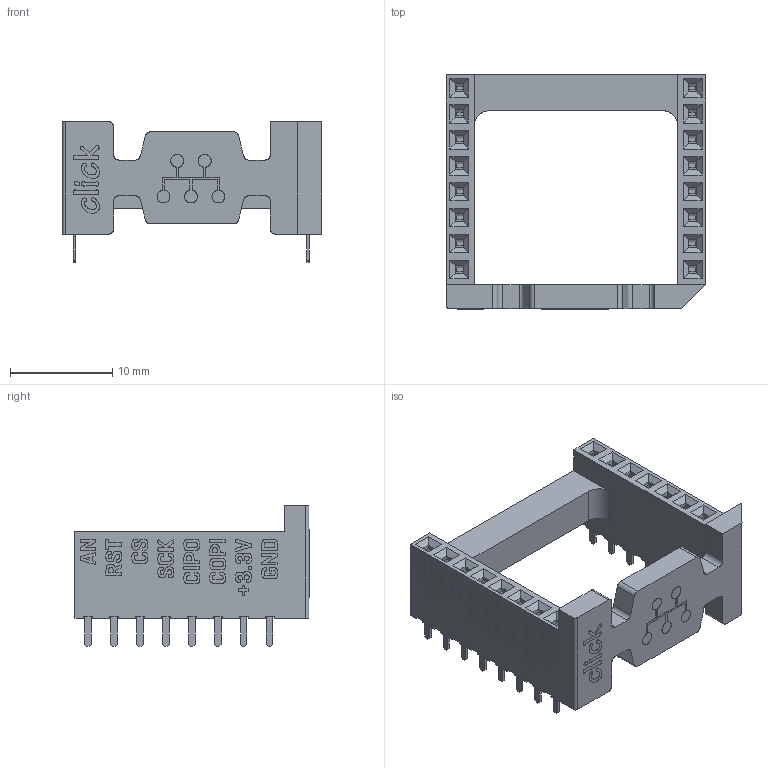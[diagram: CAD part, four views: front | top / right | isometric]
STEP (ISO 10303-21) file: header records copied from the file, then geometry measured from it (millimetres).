
FILE_DESCRIPTION(('Open CASCADE Model'),'2;1');
FILE_NAME('Open CASCADE Shape Model','2023-11-09T10:00:37',('Author'),( 'Open CASCADE'),'Open CASCADE STEP processor 6.8','Open CASCADE 6.8' ,'Unknown');
FILE_SCHEMA(('AUTOMOTIVE_DESIGN { 1 0 10303 214 1 1 1 1 }'));
Length unit declared in the file: millimetre
Products named in the file (979): PCB; Free-Models; mikroBUS-TH_rev02; mikroBUS-TH(2); MIKROBUS_; mikroBUS_TH_Black; Part1; Part1-1; Part1-2; Part1-3; Part1-4; Part1-5; Part1-6; Part1-7; Part1-8; Part1-9; Part1-10; Part1-11; Part1-12; Part1-13; Part1-14; Part1-15; Part1-16; Part1-17; Part15; PCB-1; MIKROBUS_-1; MikrobusSocketBlack; housing_smt(1)okrenuti_natpisi_11_07_2017_sa_crnom_ivicom-892; housing_smt(1)okrenuti_natpisi_11_07_2017_sa_crnom_ivicom-891; housing_smt(1)okrenuti_natpisi_11_07_2017_sa_crnom_ivicom-890; housing_smt(1)okrenuti_natpisi_11_07_2017_sa_crnom_ivicom-889; housing_smt(1)okrenuti_natpisi_11_07_2017_sa_crnom_ivicom-888; housing_smt(1)okrenuti_natpisi_11_07_2017_sa_crnom_ivicom-887; housing_smt(1)okrenuti_natpisi_11_07_2017_sa_crnom_ivicom-886; housing_smt(1)okrenuti_natpisi_11_07_2017_sa_crnom_ivicom-885; housing_smt(1)okrenuti_natpisi_11_07_2017_sa_crnom_ivicom-884; housing_smt(1)okrenuti_natpisi_11_07_2017_sa_crnom_ivicom-883; housing_smt(1)okrenuti_natpisi_11_07_2017_sa_crnom_ivicom-882; housing_smt(1)okrenuti_natpisi_11_07_2017_sa_crnom_ivicom-881 ...
Assembly tree (996 placements, depth 12):
  PCB
    Free-Models
      mikroBUS-TH_rev02
        mikroBUS-TH(2)
          MIKROBUS_
            mikroBUS_TH_Black
              Part1
              Part1-1
              Part1-2
              Part1-3
              Part1-4
              Part1-5
              Part1-6
              Part1-7
              Part1-8
              Part1-9
              Part1-10
              Part1-11
              Part1-12
              Part1-13
              Part1-14
              Part1-15
              Part1-16
              Part1-17
              Part15
              PCB-1
                MIKROBUS_-1
                  MikrobusSocketBlack
Bounding box: 25.42 x 22.89 x 13.75 mm (x, y, z)
Volume: 9.7 mm3; surface area: 3902.5 mm2
Topology: 49 solids, 2875 shells, 3578 faces, 17419 edges, 16765 vertices
Faces by surface type: plane 2510, cylinder 670, bspline 302, cone 96
Entity records: 98839 total; most frequent: CARTESIAN_POINT 26211, ORIENTED_EDGE 8559, EDGE_CURVE 6648, DIRECTION 6072, VERTEX_POINT 6011, B_SPLINE_CURVE_WITH_KNOTS 5284, AXIS2_PLACEMENT_3D 2354, PRODUCT_DEFINITION_SHAPE 1975
